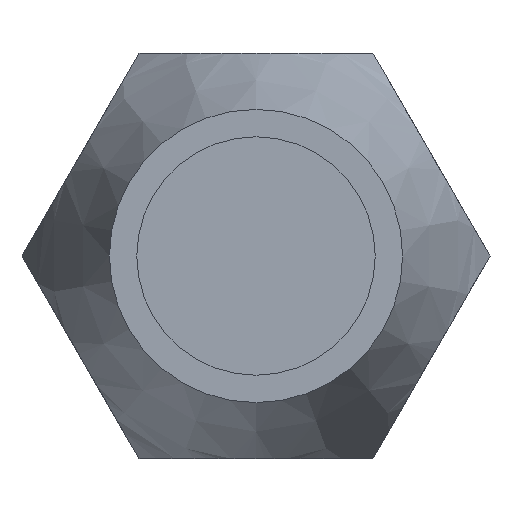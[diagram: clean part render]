
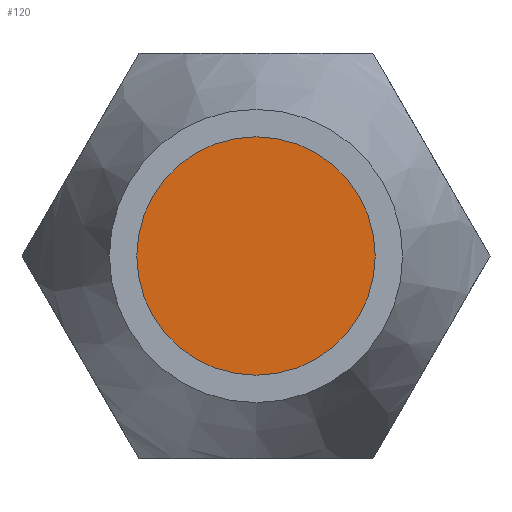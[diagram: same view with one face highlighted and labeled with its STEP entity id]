
A CAD part, left-side view. The second image highlights one B-rep face of the part: STEP entity #120.
In plain terms, the highlighted planar face has unit normal (-1, 0, 0).
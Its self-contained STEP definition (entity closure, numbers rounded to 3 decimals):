
#120 = ADVANCED_FACE( '', ( #256 ), #257, .F. );
#256 = FACE_OUTER_BOUND( '', #407, .T. );
#257 = PLANE( '', #408 );
#407 = EDGE_LOOP( '', ( #673 ) );
#408 = AXIS2_PLACEMENT_3D( '', #674, #675, #676 );
#673 = ORIENTED_EDGE( '', *, *, #838, .F. );
#674 = CARTESIAN_POINT( '', ( 16.5, 0., 0. ) );
#675 = DIRECTION( '', ( 1., 0., 0. ) );
#676 = DIRECTION( '', ( 0., 0., -1. ) );
#838 = EDGE_CURVE( '', #985, #985, #986, .T. );
#985 = VERTEX_POINT( '', #1295 );
#986 = CIRCLE( '', #1296, 5. );
#1295 = CARTESIAN_POINT( '', ( 16.5, 0., -5. ) );
#1296 = AXIS2_PLACEMENT_3D( '', #1658, #1659, #1660 );
#1658 = CARTESIAN_POINT( '', ( 16.5, 0., 0. ) );
#1659 = DIRECTION( '', ( 1., 0., 0. ) );
#1660 = DIRECTION( '', ( 0., 0., -1. ) );
